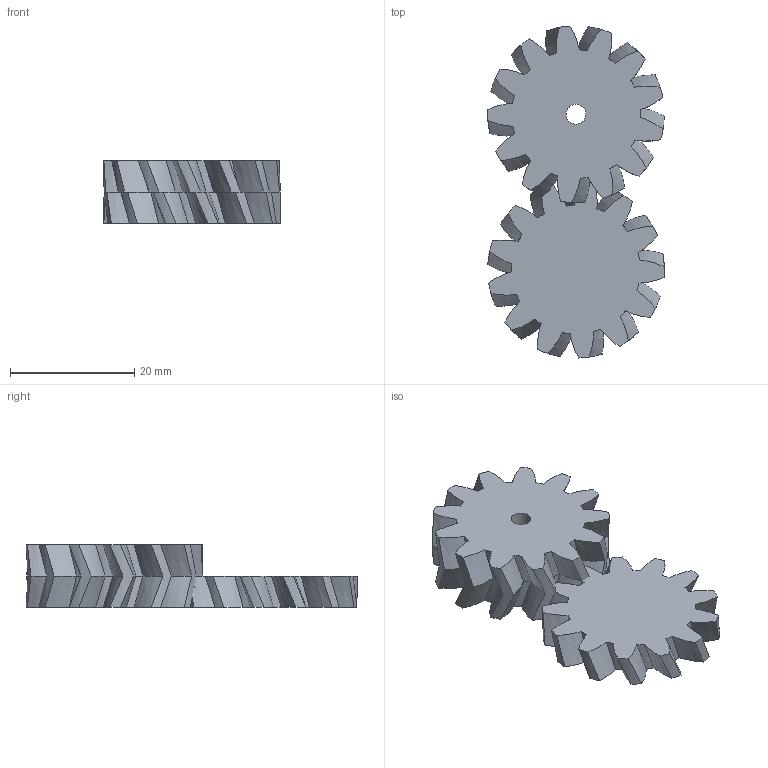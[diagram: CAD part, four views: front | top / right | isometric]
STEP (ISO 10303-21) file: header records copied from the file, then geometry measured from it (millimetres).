
FILE_DESCRIPTION(/* description */ (''),/* implementation_level */ '2;1');
FILE_NAME(/* name */ 'Spur Gears2.iam.step',/* time_stamp */ '2024-02-27T11:32:32-06:00',/* author */ ('smz3rm'),/* organization */ (''),/* preprocessor_version */ 'ST-DEVELOPER v18',/* originating_system */ 'Autodesk Inventor 2020',/* authorisation */ '');
FILE_SCHEMA (('AUTOMOTIVE_DESIGN { 1 0 10303 214 3 1 1 }'));
Length unit declared in the file: millimetre
Products named in the file (3): Spur Gears; Spur Gear1; Spur Gear2
Assembly tree (2 placements, depth 2):
  Spur Gears
    Spur Gear1
    Spur Gear2
Bounding box: 28.42 x 53.38 x 10 mm (x, y, z)
Volume: 7228.3 mm3; surface area: 4324.6 mm2
Topology: 2 solids, 2 shells, 148 faces, 407 edges, 263 vertices
Faces by surface type: bspline 117, cylinder 27, plane 4
Full cylindrical faces by diameter (mm): 3.2 x1
Entity records: 6542 total; most frequent: CARTESIAN_POINT 3683, ORIENTED_EDGE 814, EDGE_CURVE 407, B_SPLINE_CURVE_WITH_KNOTS 351, VERTEX_POINT 263, DIRECTION 183, EDGE_LOOP 150, FACE_OUTER_BOUND 148
